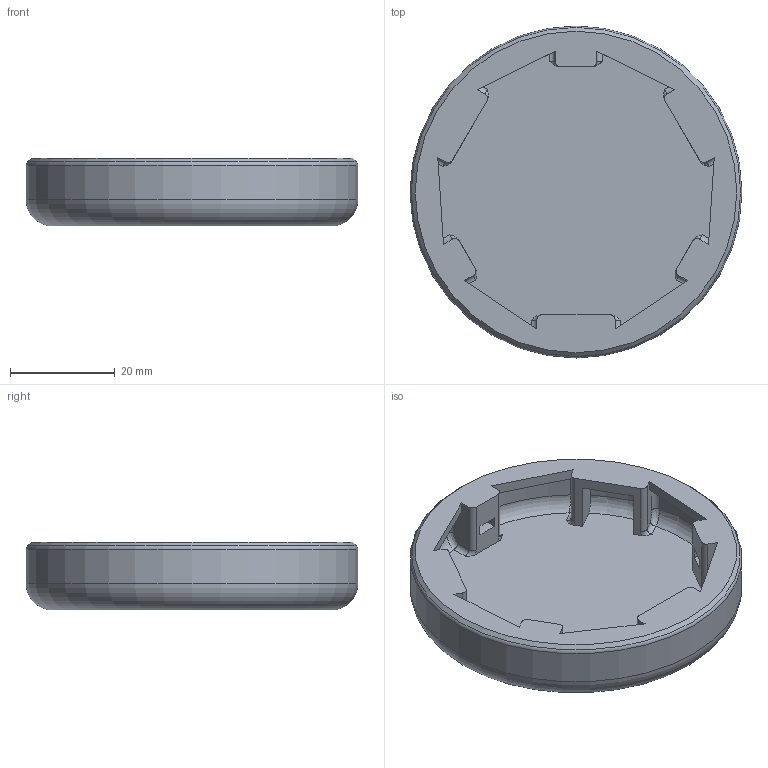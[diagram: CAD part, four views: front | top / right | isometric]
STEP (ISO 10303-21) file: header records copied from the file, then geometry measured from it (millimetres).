
FILE_DESCRIPTION(/* description */ (''),/* implementation_level */ '2;1');
FILE_NAME(/* name */ 'Interact_Switch_Cap_Plain.step',/* time_stamp */ '2025-05-09T14:49:03-07:00',/* author */ (''),/* organization */ (''),/* preprocessor_version */ 'ST-DEVELOPER v20.1',/* originating_system */ 'Autodesk Translation Framework v14.4.0.0',/* authorisation */ '');
FILE_SCHEMA (('AUTOMOTIVE_DESIGN { 1 0 10303 214 3 1 1 }'));
Length unit declared in the file: millimetre
Products named in the file (1): ButtonCap_Plain
Bounding box: 63.5 x 63.5 x 13 mm (x, y, z)
Volume: 12412.4 mm3; surface area: 12608.8 mm2
Topology: 1 solids, 1 shells, 145 faces, 390 edges, 251 vertices
Faces by surface type: plane 63, cylinder 46, torus 23, bspline 12, cone 1
Full cylindrical faces by diameter (mm): 63.5 x1
Entity records: 5345 total; most frequent: CARTESIAN_POINT 1765, ORIENTED_EDGE 780, DIRECTION 692, EDGE_CURVE 390, VERTEX_POINT 251, AXIS2_PLACEMENT_3D 240, LINE 212, VECTOR 212
